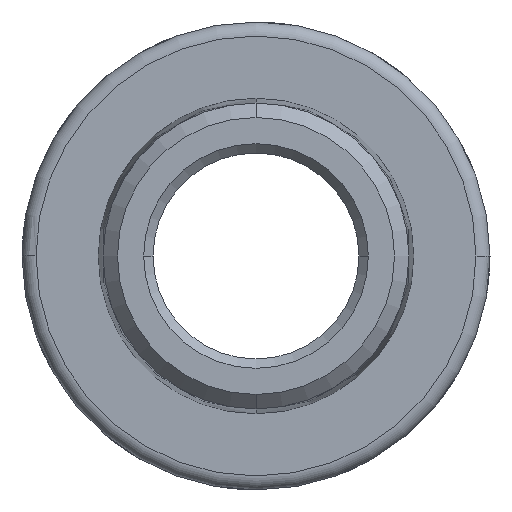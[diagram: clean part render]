
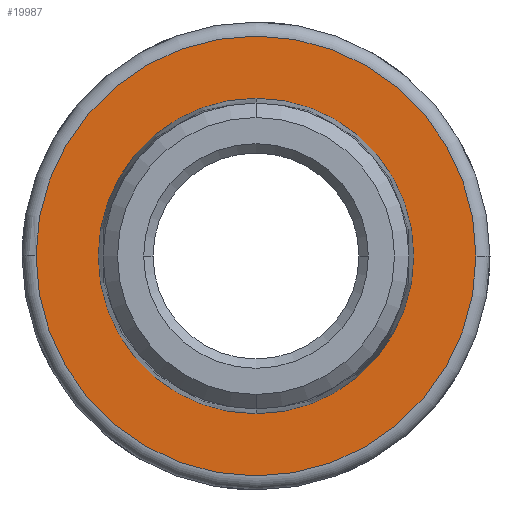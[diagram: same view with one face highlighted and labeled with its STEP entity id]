
A CAD part, front view. The second image highlights one B-rep face of the part: STEP entity #19987.
In plain terms, the highlighted planar face has unit normal (0, -1, 0).
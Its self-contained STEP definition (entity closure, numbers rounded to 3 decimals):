
#57=CARTESIAN_POINT('',(0.,-18.5,0.));
#58=DIRECTION('',(0.,1.,0.));
#59=DIRECTION('',(1.,0.,-0.004));
#60=AXIS2_PLACEMENT_3D('',#57,#58,#59);
#62=CARTESIAN_POINT('',(0.,-18.5,0.));
#63=DIRECTION('',(0.,1.,0.));
#64=DIRECTION('',(-1.,0.,0.004));
#65=AXIS2_PLACEMENT_3D('',#62,#63,#64);
#67=CARTESIAN_POINT('',(0.,-18.5,0.));
#68=DIRECTION('',(0.,-1.,0.));
#69=DIRECTION('',(0.,0.,-1.));
#70=AXIS2_PLACEMENT_3D('',#67,#68,#69);
#72=CARTESIAN_POINT('',(0.,-18.5,0.));
#73=DIRECTION('',(0.,-1.,0.));
#74=DIRECTION('',(0.,0.,1.));
#75=AXIS2_PLACEMENT_3D('',#72,#73,#74);
#77=CARTESIAN_POINT('',(0.,-18.5,0.));
#78=DIRECTION('',(0.,-1.,0.));
#79=DIRECTION('',(1.,0.,-0.004));
#80=AXIS2_PLACEMENT_3D('',#77,#78,#79);
#97=CARTESIAN_POINT('',(0.,-18.5,0.));
#98=DIRECTION('',(0.,-1.,0.));
#99=DIRECTION('',(-1.,0.,0.004));
#100=AXIS2_PLACEMENT_3D('',#97,#98,#99);
#19400=CARTESIAN_POINT('',(23.5,-18.5,-0.099));
#19401=CARTESIAN_POINT('',(-23.5,-18.5,0.));
#19402=VERTEX_POINT('',#19400);
#19403=VERTEX_POINT('',#19401);
#19404=CARTESIAN_POINT('',(23.5,-18.5,0.));
#19405=VERTEX_POINT('',#19404);
#19406=CARTESIAN_POINT('',(-23.5,-18.5,0.099));
#19407=VERTEX_POINT('',#19406);
#19408=CARTESIAN_POINT('',(0.,-18.5,-16.858));
#19409=CARTESIAN_POINT('',(0.,-18.5,16.858));
#19410=VERTEX_POINT('',#19408);
#19411=VERTEX_POINT('',#19409);
#19968=CARTESIAN_POINT('',(0.,-18.5,0.));
#19969=DIRECTION('',(0.,1.,0.));
#19970=DIRECTION('',(1.,0.,0.));
#19971=AXIS2_PLACEMENT_3D('',#19968,#19969,#19970);
#19972=PLANE('',#19971);
#19974=ORIENTED_EDGE('',*,*,#19973,.F.);
#19976=ORIENTED_EDGE('',*,*,#19975,.T.);
#19978=ORIENTED_EDGE('',*,*,#19977,.F.);
#19980=ORIENTED_EDGE('',*,*,#19979,.T.);
#19981=EDGE_LOOP('',(#19974,#19976,#19978,#19980));
#19982=FACE_OUTER_BOUND('',#19981,.F.);
#19983=ORIENTED_EDGE('',*,*,#19962,.T.);
#19984=ORIENTED_EDGE('',*,*,#19948,.T.);
#19985=EDGE_LOOP('',(#19983,#19984));
#19986=FACE_BOUND('',#19985,.F.);
#19987=ADVANCED_FACE('',(#19982,#19986),#19972,.F.);
#61=CIRCLE('',#60,23.5);
#66=CIRCLE('',#65,23.5);
#71=CIRCLE('',#70,16.858);
#76=CIRCLE('',#75,16.858);
#81=CIRCLE('',#80,23.5);
#101=CIRCLE('',#100,23.5);
#19948=EDGE_CURVE('',#19411,#19410,#76,.T.);
#19962=EDGE_CURVE('',#19410,#19411,#71,.T.);
#19973=EDGE_CURVE('',#19402,#19405,#81,.T.);
#19975=EDGE_CURVE('',#19402,#19403,#61,.T.);
#19977=EDGE_CURVE('',#19407,#19403,#101,.T.);
#19979=EDGE_CURVE('',#19407,#19405,#66,.T.);
